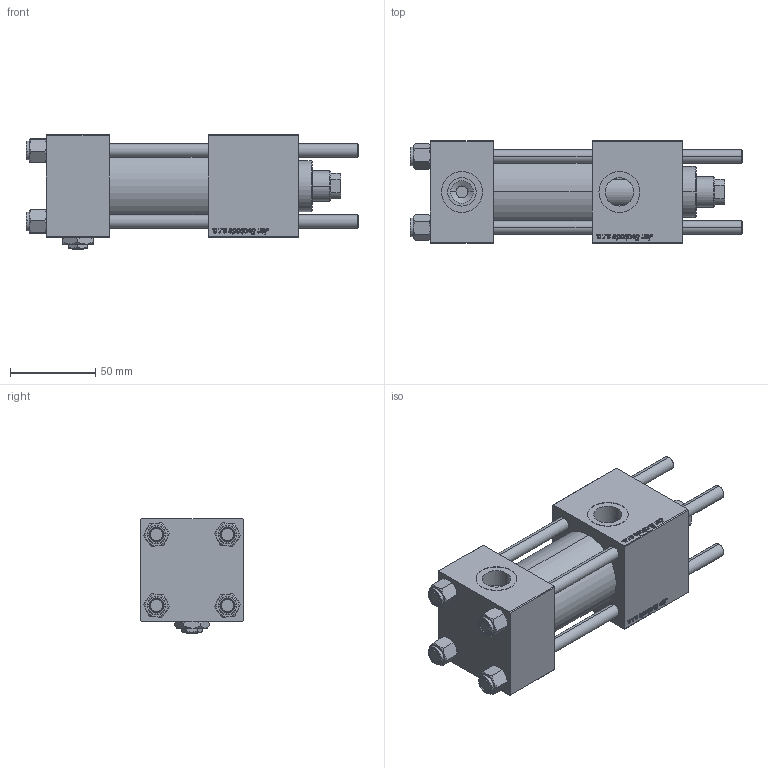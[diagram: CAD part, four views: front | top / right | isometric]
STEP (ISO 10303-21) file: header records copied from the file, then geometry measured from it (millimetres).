
FILE_DESCRIPTION (( 'STEP AP203' ), '1' );
FILE_NAME ('cf5d.STEP', '2023-10-24T08:34:11', ( '' ), ( '' ), 'SwSTEP 2.0', 'SolidWorks 2019', '' );
FILE_SCHEMA (( 'CONFIG_CONTROL_DESIGN' ));
Length unit declared in the file: millimetre
Products named in the file (7): NUT_M5_B a350b5c4865d10f542b613c5b849c8e7; cf5d; V215CR_VCP_B a350b5c4865d10f542b613c5b849c8e7; Zatka_pro_OIL_PORT a350b5c4865d10f542b613c5b849c8e7; V215_VC_A a350b5c4865d10f542b613c5b849c8e7; V215CR_B-1 a350b5c4865d10f542b613c5b849c8e7; V215CR_B_TYCINKA a350b5c4865d10f542b613c5b849c8e7
Assembly tree (12 placements, depth 2):
  cf5d
    V215CR_B-1 a350b5c4865d10f542b613c5b849c8e7
    V215CR_VCP_B a350b5c4865d10f542b613c5b849c8e7
    NUT_M5_B a350b5c4865d10f542b613c5b849c8e7  x4
    V215CR_B_TYCINKA a350b5c4865d10f542b613c5b849c8e7  x4
    V215_VC_A a350b5c4865d10f542b613c5b849c8e7
    Zatka_pro_OIL_PORT a350b5c4865d10f542b613c5b849c8e7
Bounding box: 195 x 60 x 67 mm (x, y, z)
Volume: 412603.4 mm3; surface area: 115406 mm2
Topology: 12 solids, 12 shells, 1211 faces, 3061 edges, 1983 vertices
Faces by surface type: bspline 504, plane 457, cone 158, cylinder 84, torus 8
Entity records: 58594 total; most frequent: CARTESIAN_POINT 34553, ORIENTED_EDGE 5614, DIRECTION 3145, EDGE_CURVE 2807, VERTEX_POINT 1839, VECTOR 1487, LINE 1487, EDGE_LOOP 1220
